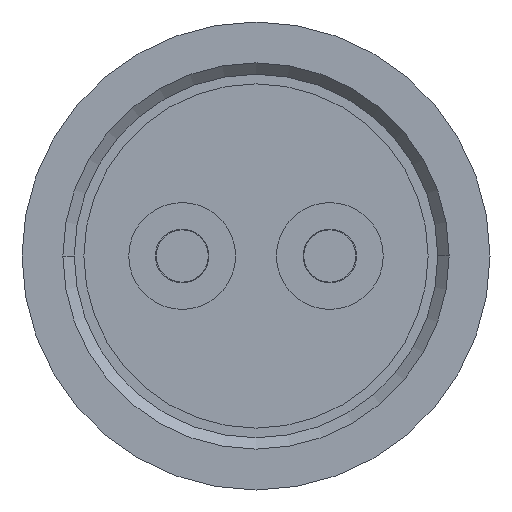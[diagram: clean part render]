
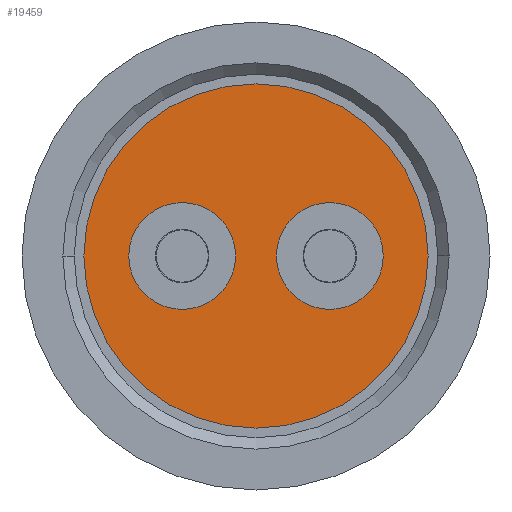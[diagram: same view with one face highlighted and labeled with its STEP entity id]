
A CAD part, front view. The second image highlights one B-rep face of the part: STEP entity #19459.
In plain terms, the highlighted planar face has unit normal (0, -1, 0).
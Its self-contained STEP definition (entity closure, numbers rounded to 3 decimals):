
#997=CARTESIAN_POINT('',(0.,-2.,0.));
#998=DIRECTION('',(0.,1.,0.));
#999=DIRECTION('',(1.,0.,0.));
#1000=AXIS2_PLACEMENT_3D('',#997,#998,#999);
#1005=CARTESIAN_POINT('',(0.,-2.,0.));
#1006=DIRECTION('',(0.,1.,0.));
#1007=DIRECTION('',(-1.,0.,0.));
#1008=AXIS2_PLACEMENT_3D('',#1005,#1006,#1007);
#1013=CARTESIAN_POINT('',(-3.25,-2.,0.));
#1014=DIRECTION('',(0.,-1.,0.));
#1015=DIRECTION('',(1.,0.,0.));
#1016=AXIS2_PLACEMENT_3D('',#1013,#1014,#1015);
#1021=CARTESIAN_POINT('',(-3.25,-2.,0.));
#1022=DIRECTION('',(0.,-1.,0.));
#1023=DIRECTION('',(-1.,0.,0.));
#1024=AXIS2_PLACEMENT_3D('',#1021,#1022,#1023);
#1029=CARTESIAN_POINT('',(3.25,-2.,0.));
#1030=DIRECTION('',(0.,-1.,0.));
#1031=DIRECTION('',(1.,0.,0.));
#1032=AXIS2_PLACEMENT_3D('',#1029,#1030,#1031);
#1037=CARTESIAN_POINT('',(3.25,-2.,0.));
#1038=DIRECTION('',(0.,-1.,0.));
#1039=DIRECTION('',(-1.,0.,0.));
#1040=AXIS2_PLACEMENT_3D('',#1037,#1038,#1039);
#17958=CARTESIAN_POINT('',(7.575,-2.,0.));
#17959=CARTESIAN_POINT('',(-7.575,-2.,0.));
#17960=VERTEX_POINT('',#17958);
#17961=VERTEX_POINT('',#17959);
#17962=CARTESIAN_POINT('',(-0.9,-2.,0.));
#17963=CARTESIAN_POINT('',(-5.6,-2.,0.));
#17964=VERTEX_POINT('',#17962);
#17965=VERTEX_POINT('',#17963);
#17966=CARTESIAN_POINT('',(5.6,-2.,0.));
#17967=CARTESIAN_POINT('',(0.9,-2.,0.));
#17968=VERTEX_POINT('',#17966);
#17969=VERTEX_POINT('',#17967);
#19438=CARTESIAN_POINT('',(0.,-2.,0.));
#19439=DIRECTION('',(0.,-1.,0.));
#19440=DIRECTION('',(1.,0.,0.));
#19441=AXIS2_PLACEMENT_3D('',#19438,#19439,#19440);
#19442=PLANE('',#19441);
#19443=ORIENTED_EDGE('',*,*,#19418,.T.);
#19444=ORIENTED_EDGE('',*,*,#19432,.T.);
#19445=EDGE_LOOP('',(#19443,#19444));
#19446=FACE_OUTER_BOUND('',#19445,.F.);
#19448=ORIENTED_EDGE('',*,*,#19447,.T.);
#19450=ORIENTED_EDGE('',*,*,#19449,.T.);
#19451=EDGE_LOOP('',(#19448,#19450));
#19452=FACE_BOUND('',#19451,.F.);
#19454=ORIENTED_EDGE('',*,*,#19453,.T.);
#19456=ORIENTED_EDGE('',*,*,#19455,.T.);
#19457=EDGE_LOOP('',(#19454,#19456));
#19458=FACE_BOUND('',#19457,.F.);
#19459=ADVANCED_FACE('',(#19446,#19452,#19458),#19442,.T.);
#1001=CIRCLE('',#1000,7.575);
#1009=CIRCLE('',#1008,7.575);
#1017=CIRCLE('',#1016,2.35);
#1025=CIRCLE('',#1024,2.35);
#1033=CIRCLE('',#1032,2.35);
#1041=CIRCLE('',#1040,2.35);
#19418=EDGE_CURVE('',#17960,#17961,#1001,.T.);
#19432=EDGE_CURVE('',#17961,#17960,#1009,.T.);
#19447=EDGE_CURVE('',#17964,#17965,#1017,.T.);
#19449=EDGE_CURVE('',#17965,#17964,#1025,.T.);
#19453=EDGE_CURVE('',#17968,#17969,#1033,.T.);
#19455=EDGE_CURVE('',#17969,#17968,#1041,.T.);
